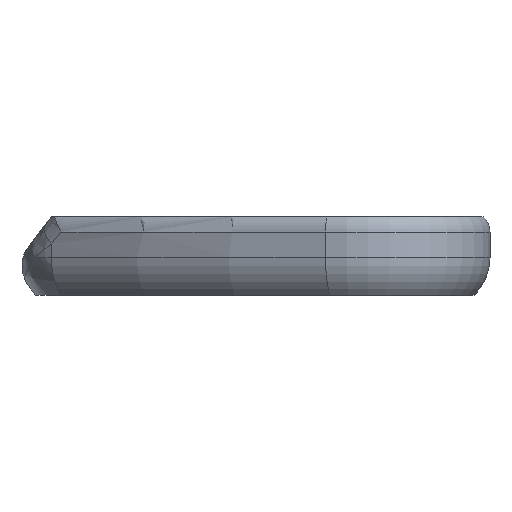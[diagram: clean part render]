
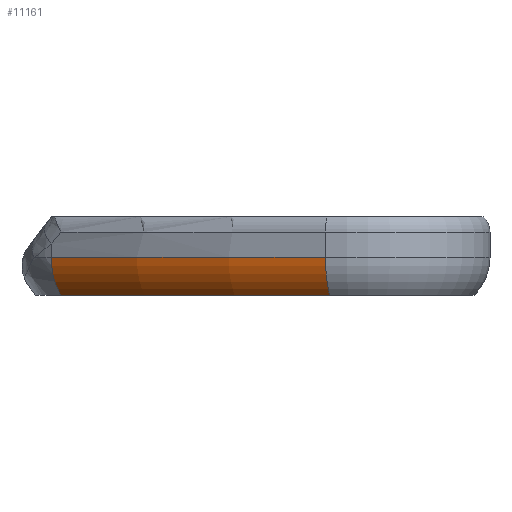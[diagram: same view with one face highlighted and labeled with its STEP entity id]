
A CAD part, left-side view. The second image highlights one B-rep face of the part: STEP entity #11161.
In plain terms, the highlighted toroidal (fillet/blend) face has major radius 49.497 mm and minor radius 3.4 mm.
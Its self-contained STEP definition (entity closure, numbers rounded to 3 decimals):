
#569=CIRCLE('',#11845,52.897);
#573=CIRCLE('',#11850,3.4);
#591=CIRCLE('',#11880,3.4);
#593=CIRCLE('',#11883,51.901);
#676=TOROIDAL_SURFACE('',#11882,49.497,3.4);
#1787=FACE_OUTER_BOUND('',#2453,.T.);
#2453=EDGE_LOOP('',(#8841,#8842,#8843,#8844));
#4899=VERTEX_POINT('',#19738);
#4900=VERTEX_POINT('',#19740);
#4902=VERTEX_POINT('',#19756);
#4916=VERTEX_POINT('',#19819);
#6298=EDGE_CURVE('',#4900,#4899,#569,.T.);
#6303=EDGE_CURVE('',#4899,#4902,#573,.T.);
#6330=EDGE_CURVE('',#4900,#4916,#591,.T.);
#6332=EDGE_CURVE('',#4902,#4916,#593,.T.);
#8841=ORIENTED_EDGE('',*,*,#6330,.F.);
#8842=ORIENTED_EDGE('',*,*,#6298,.T.);
#8843=ORIENTED_EDGE('',*,*,#6303,.T.);
#8844=ORIENTED_EDGE('',*,*,#6332,.T.);
#11161=ADVANCED_FACE('',(#1787),#676,.T.);
#11845=AXIS2_PLACEMENT_3D('',#19741,#13133,#13134);
#11850=AXIS2_PLACEMENT_3D('',#19758,#13144,#13145);
#11880=AXIS2_PLACEMENT_3D('',#19820,#13213,#13214);
#11882=AXIS2_PLACEMENT_3D('',#19822,#13217,#13218);
#11883=AXIS2_PLACEMENT_3D('',#19823,#13219,#13220);
#13133=DIRECTION('center_axis',(0.,0.,-1.));
#13134=DIRECTION('ref_axis',(-0.894,0.448,0.));
#13144=DIRECTION('center_axis',(-0.605,-0.796,0.));
#13145=DIRECTION('ref_axis',(-0.796,0.605,0.));
#13213=DIRECTION('center_axis',(-0.275,-0.961,0.));
#13214=DIRECTION('ref_axis',(-0.961,0.275,0.));
#13217=DIRECTION('center_axis',(0.,0.,-1.));
#13218=DIRECTION('ref_axis',(-1.,0.,0.));
#13219=DIRECTION('center_axis',(0.,0.,1.));
#13220=DIRECTION('ref_axis',(-0.894,0.448,0.));
#19738=CARTESIAN_POINT('',(-17.823,10.824,73.858));
#19740=CARTESIAN_POINT('',(-26.557,-6.625,73.858));
#19741=CARTESIAN_POINT('Origin',(24.301,-21.17,73.858));
#19756=CARTESIAN_POINT('',(-17.03,10.222,71.454));
#19758=CARTESIAN_POINT('Origin',(-15.116,8.768,73.858));
#19819=CARTESIAN_POINT('',(-25.6,-6.899,71.454));
#19820=CARTESIAN_POINT('Origin',(-23.288,-7.56,73.858));
#19822=CARTESIAN_POINT('Origin',(24.301,-21.17,73.858));
#19823=CARTESIAN_POINT('Origin',(24.301,-21.17,71.454));
